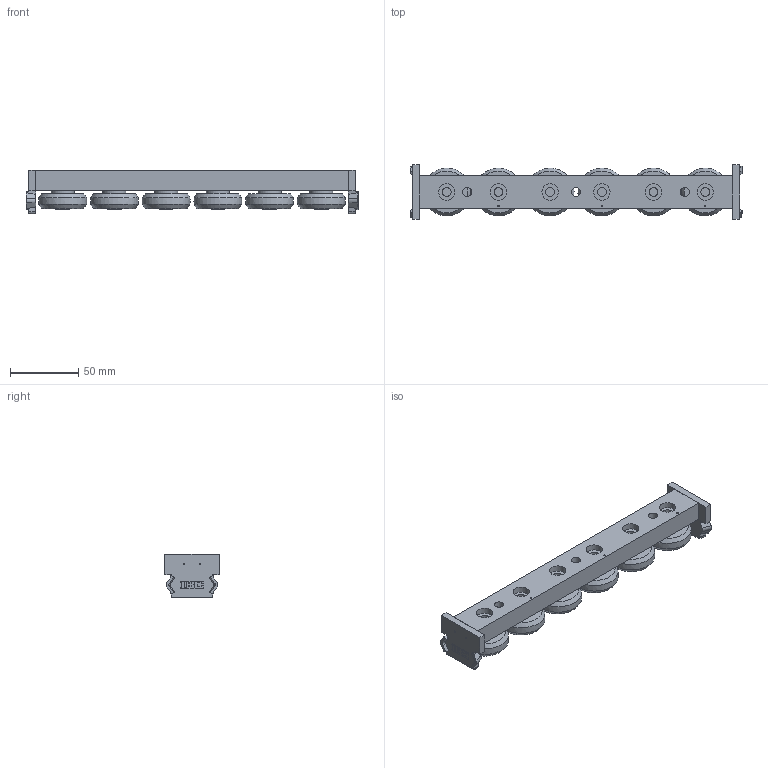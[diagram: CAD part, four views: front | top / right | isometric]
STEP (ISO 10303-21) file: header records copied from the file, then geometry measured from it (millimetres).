
FILE_DESCRIPTION((''),'2;1');
FILE_NAME('CS 43-33.B.2RS.AX.stp','2016-02-15T14:02:25',('MRathmann'),(''),'Autodesk Inventor 2012','Autodesk Inventor 2012','');
FILE_SCHEMA(('CONFIG_CONTROL_DESIGN'));
Length unit declared in the file: millimetre
Products named in the file (4): CS 43-33.B.2RS.AX; LL.CS 43-33-A-B; Dummy 35-43 ; D-ABS X43
Assembly tree (9 placements, depth 2):
  CS 43-33.B.2RS.AX
    LL.CS 43-33-A-B
    Dummy 35-43   x6
    D-ABS X43  x2
Bounding box: 244 x 40 x 32.2 mm (x, y, z)
Volume: 152053.3 mm3; surface area: 47332.9 mm2
Topology: 9 solids, 9 shells, 303 faces, 721 edges, 476 vertices
Faces by surface type: plane 174, cylinder 89, bspline 30, cone 10
Full cylindrical faces by diameter (mm): 1 x10, 3.242 x4, 6.5 x6, 6.647 x3, 10 x6, 12 x18, 17 x6
Entity records: 4791 total; most frequent: CARTESIAN_POINT 1046, DIRECTION 754, ORIENTED_EDGE 660, EDGE_CURVE 330, AXIS2_PLACEMENT_3D 275, EDGE_LOOP 250, VERTEX_POINT 246, VECTOR 204
